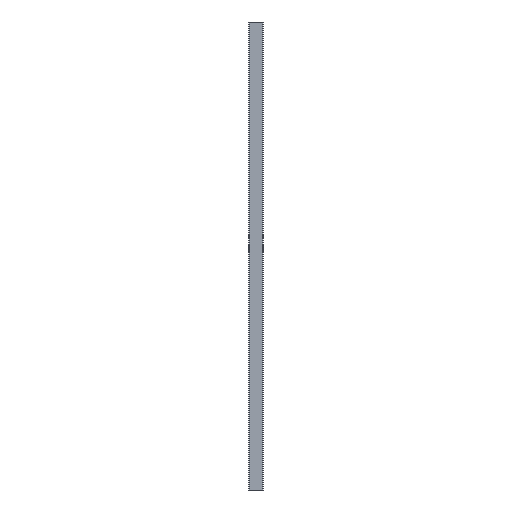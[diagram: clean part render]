
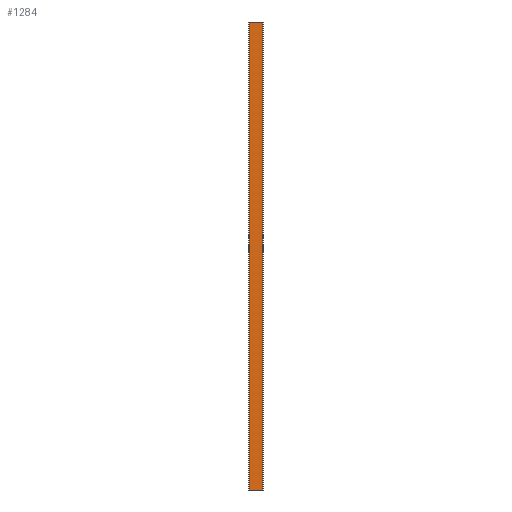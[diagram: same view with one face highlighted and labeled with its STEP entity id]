
A CAD part, left-side view. The second image highlights one B-rep face of the part: STEP entity #1284.
In plain terms, the highlighted planar face has unit normal (-1, 0, 0).
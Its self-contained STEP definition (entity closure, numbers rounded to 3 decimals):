
#168=FACE_OUTER_BOUND($,#232,.T.);
#232=EDGE_LOOP($,(#1015,#1016,#1017,#1018));
#344=LINE($,#2129,#468);
#345=LINE($,#2132,#469);
#346=LINE($,#2134,#470);
#347=LINE($,#2135,#471);
#468=VECTOR($,#1739,1000.);
#469=VECTOR($,#1742,28.);
#470=VECTOR($,#1743,28.);
#471=VECTOR($,#1744,1000.);
#597=VERTEX_POINT($,#2125);
#598=VERTEX_POINT($,#2127);
#599=VERTEX_POINT($,#2131);
#600=VERTEX_POINT($,#2133);
#774=EDGE_CURVE($,#597,#598,#344,.T.);
#775=EDGE_CURVE($,#599,#597,#345,.T.);
#776=EDGE_CURVE($,#600,#598,#346,.T.);
#777=EDGE_CURVE($,#599,#600,#347,.T.);
#1015=ORIENTED_EDGE($,*,*,#775,.T.);
#1016=ORIENTED_EDGE($,*,*,#774,.T.);
#1017=ORIENTED_EDGE($,*,*,#776,.F.);
#1018=ORIENTED_EDGE($,*,*,#777,.F.);
#1225=PLANE($,#1407);
#1284=ADVANCED_FACE($,(#168),#1225,.T.);
#1407=AXIS2_PLACEMENT_3D($,#2130,#1740,#1741);
#1739=DIRECTION($,(0.,0.,1.));
#1740=DIRECTION('center_axis',(-1.,0.,0.));
#1741=DIRECTION('ref_axis',(0.,-1.,0.));
#1742=DIRECTION($,(0.,-1.,0.));
#1743=DIRECTION($,(0.,-1.,0.));
#1744=DIRECTION($,(0.,0.,1.));
#2125=CARTESIAN_POINT('',(-9.,-14.,0.));
#2127=CARTESIAN_POINT('',(-9.,-14.,1000.));
#2129=CARTESIAN_POINT($,(-9.,-14.,0.));
#2130=CARTESIAN_POINT('Origin',(-9.,14.,0.));
#2131=CARTESIAN_POINT('',(-9.,14.,0.));
#2132=CARTESIAN_POINT($,(-9.,14.,0.));
#2133=CARTESIAN_POINT('',(-9.,14.,1000.));
#2134=CARTESIAN_POINT($,(-9.,14.,1000.));
#2135=CARTESIAN_POINT($,(-9.,14.,0.));
